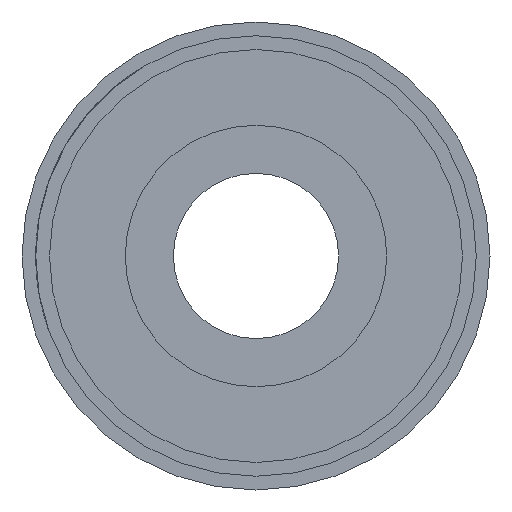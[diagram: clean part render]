
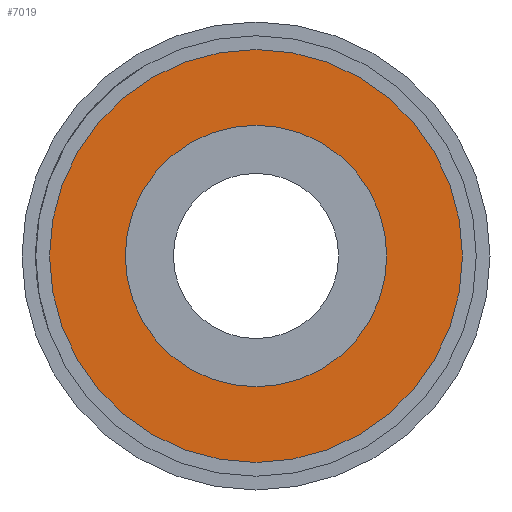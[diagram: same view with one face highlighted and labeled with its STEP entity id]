
A CAD part, left-side view. The second image highlights one B-rep face of the part: STEP entity #7019.
In plain terms, the highlighted planar face has unit normal (-1, 0, 0).
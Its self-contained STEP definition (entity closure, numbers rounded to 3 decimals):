
#10 = AXIS2_PLACEMENT_3D ( 'NONE', #6801, #1501, #161 ) ;
#45 = CARTESIAN_POINT ( 'NONE',  ( 0., 0., 0. ) ) ;
#161 = DIRECTION ( 'NONE',  ( 0., 0., 1. ) ) ;
#471 = PLANE ( 'NONE',  #7659 ) ;
#560 = CARTESIAN_POINT ( 'NONE',  ( 0., 0., 0. ) ) ;
#702 = CIRCLE ( 'NONE', #10, 15. ) ;
#1113 = FACE_OUTER_BOUND ( 'NONE', #3975, .T. ) ;
#1134 = DIRECTION ( 'NONE',  ( -1., 0., 0. ) ) ;
#1501 = DIRECTION ( 'NONE',  ( -1., 0., 0. ) ) ;
#1975 = AXIS2_PLACEMENT_3D ( 'NONE', #45, #1134, #5330 ) ;
#2710 = EDGE_CURVE ( 'NONE', #6910, #7798, #3202, .T. ) ;
#2818 = EDGE_CURVE ( 'NONE', #7798, #6910, #702, .T. ) ;
#3119 = DIRECTION ( 'NONE',  ( 0., 0., -1. ) ) ;
#3202 = CIRCLE ( 'NONE', #3898, 15. ) ;
#3370 = CARTESIAN_POINT ( 'NONE',  ( 0., 0., 15. ) ) ;
#3372 = CARTESIAN_POINT ( 'NONE',  ( 0., 0., 0. ) ) ;
#3459 = ORIENTED_EDGE ( 'NONE', *, *, #7380, .F. ) ;
#3898 = AXIS2_PLACEMENT_3D ( 'NONE', #560, #5279, #7937 ) ;
#3900 = ORIENTED_EDGE ( 'NONE', *, *, #2818, .T. ) ;
#3975 = EDGE_LOOP ( 'NONE', ( #3900, #4496 ) ) ;
#3978 = DIRECTION ( 'NONE',  ( -1., 0., 0. ) ) ;
#4496 = ORIENTED_EDGE ( 'NONE', *, *, #2710, .T. ) ;
#4792 = DIRECTION ( 'NONE',  ( 0., 0., 1. ) ) ;
#4885 = CARTESIAN_POINT ( 'NONE',  ( 0., 0., -15. ) ) ;
#4926 = EDGE_CURVE ( 'NONE', #7841, #7939, #7923, .T. ) ;
#4967 = DIRECTION ( 'NONE',  ( 1., 0., 0. ) ) ;
#5279 = DIRECTION ( 'NONE',  ( -1., 0., 0. ) ) ;
#5330 = DIRECTION ( 'NONE',  ( 0., 0., 1. ) ) ;
#5443 = CARTESIAN_POINT ( 'NONE',  ( 0., 0., -9.5 ) ) ;
#5704 = AXIS2_PLACEMENT_3D ( 'NONE', #3372, #3978, #4792 ) ;
#6690 = CIRCLE ( 'NONE', #1975, 9.5 ) ;
#6801 = CARTESIAN_POINT ( 'NONE',  ( 0., 0., 0. ) ) ;
#6910 = VERTEX_POINT ( 'NONE', #4885 ) ;
#6966 = ORIENTED_EDGE ( 'NONE', *, *, #4926, .F. ) ;
#7019 = ADVANCED_FACE ( 'NONE', ( #8274, #1113 ), #471, .F. ) ;
#7129 = CARTESIAN_POINT ( 'NONE',  ( 0., 0., 9.5 ) ) ;
#7380 = EDGE_CURVE ( 'NONE', #7939, #7841, #6690, .T. ) ;
#7659 = AXIS2_PLACEMENT_3D ( 'NONE', #8450, #4967, #3119 ) ;
#7798 = VERTEX_POINT ( 'NONE', #3370 ) ;
#7841 = VERTEX_POINT ( 'NONE', #7129 ) ;
#7923 = CIRCLE ( 'NONE', #5704, 9.5 ) ;
#7937 = DIRECTION ( 'NONE',  ( 0., 0., 1. ) ) ;
#7939 = VERTEX_POINT ( 'NONE', #5443 ) ;
#8274 = FACE_BOUND ( 'NONE', #8528, .T. ) ;
#8450 = CARTESIAN_POINT ( 'NONE',  ( 0., 0., 0. ) ) ;
#8528 = EDGE_LOOP ( 'NONE', ( #6966, #3459 ) ) ;
